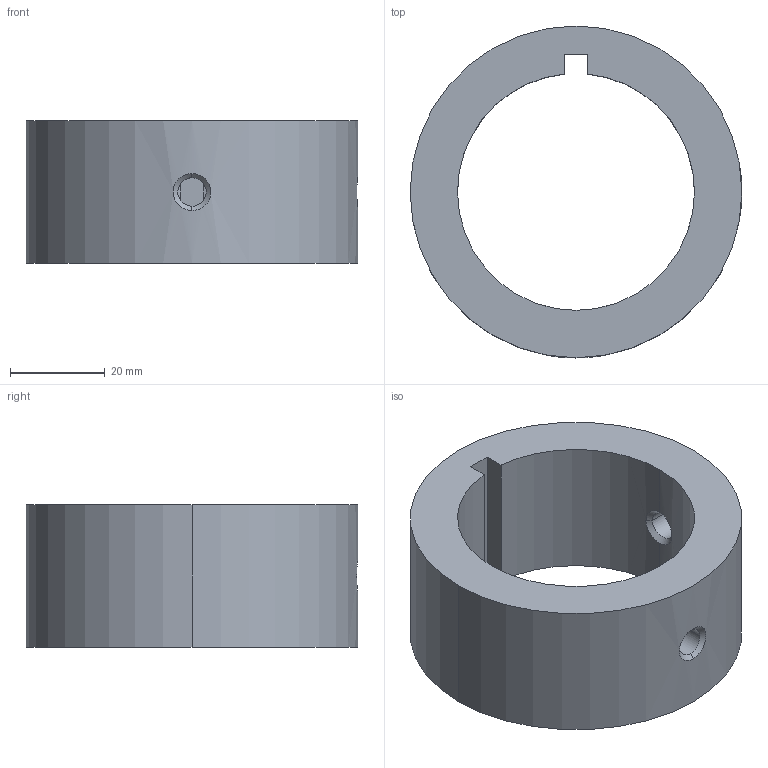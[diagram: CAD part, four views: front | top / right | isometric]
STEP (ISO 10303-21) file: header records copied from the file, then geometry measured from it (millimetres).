
FILE_DESCRIPTION (( 'STEP AP214' ), '1' );
FILE_NAME ('E19032.STEP', '2021-08-03T06:48:26', ( '' ), ( '' ), 'SwSTEP 2.0', 'SolidWorks 2020', '' );
FILE_SCHEMA (( 'AUTOMOTIVE_DESIGN' ));
Length unit declared in the file: millimetre
Products named in the file (1): E19032
Bounding box: 70 x 70 x 30 mm (x, y, z)
Volume: 55341.5 mm3; surface area: 15515 mm2
Topology: 1 solids, 1 shells, 22 faces, 62 edges, 40 vertices
Faces by surface type: cylinder 9, bspline 8, plane 5
Entity records: 5227 total; most frequent: CARTESIAN_POINT 4690, ORIENTED_EDGE 124, DIRECTION 70, EDGE_CURVE 62, VERTEX_POINT 40, B_SPLINE_CURVE_WITH_KNOTS 32, EDGE_LOOP 26, AXIS2_PLACEMENT_3D 25
